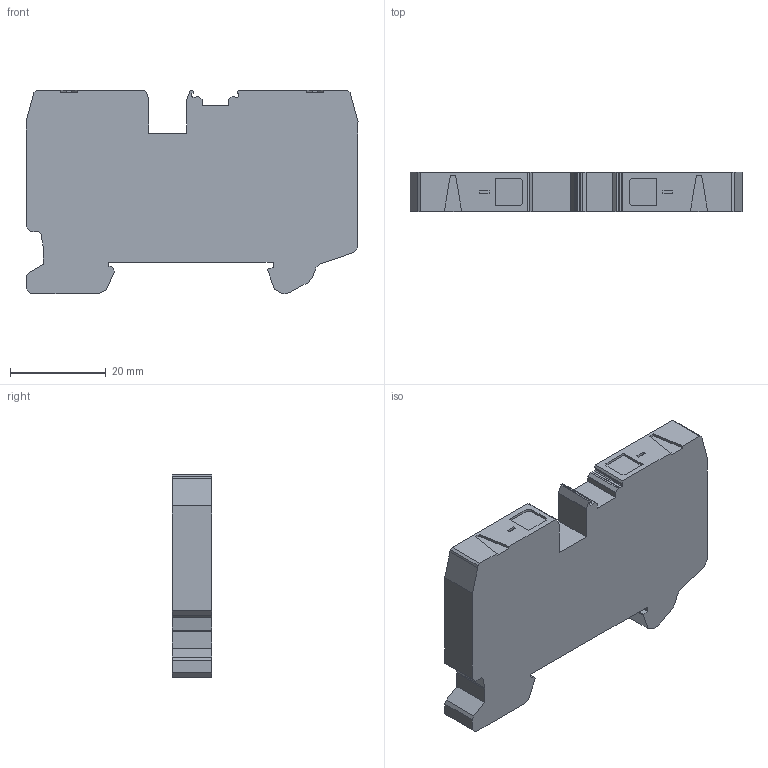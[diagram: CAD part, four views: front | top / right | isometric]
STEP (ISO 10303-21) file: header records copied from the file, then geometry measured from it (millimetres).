
FILE_DESCRIPTION( ('This file contains a STEP AP42 implementation' ,'as created by ZW3D STEP Interface translator.') ,'2;1' );
FILE_NAME( 'GUS6-102諉盄.stp' ,'22 222.143520', (''), ('ZWCAD Software Co.'), 'Version 1.0', 'ZW3D to STEP translator', '' );
FILE_SCHEMA(('AUTOMOTIVE_DESIGN'));
Length unit declared in the file: millimetre
Products named in the file (1): 0
Bounding box: 69.5 x 8.2 x 42.6 mm (x, y, z)
Volume: 20616.5 mm3; surface area: 7203.6 mm2
Topology: 1 solids, 1 shells, 115 faces, 327 edges, 218 vertices
Faces by surface type: bspline 115
Entity records: 4053 total; most frequent: CARTESIAN_POINT 2055, ORIENTED_EDGE 654, EDGE_CURVE 327, B_SPLINE_CURVE_WITH_KNOTS 235, VERTEX_POINT 218, EDGE_LOOP 119, FACE_OUTER_BOUND 115, ADVANCED_FACE 115
